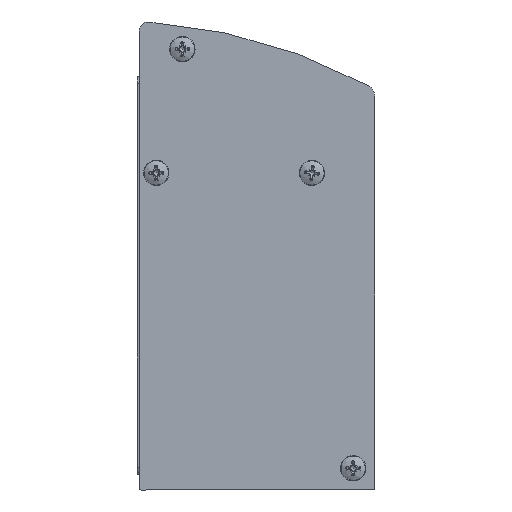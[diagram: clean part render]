
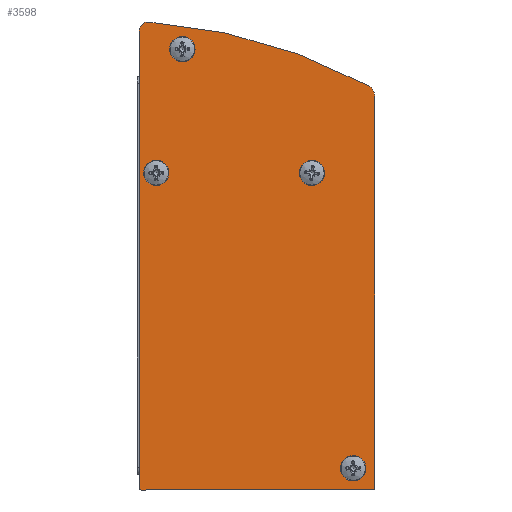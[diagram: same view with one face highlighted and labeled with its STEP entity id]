
A CAD part, left-side view. The second image highlights one B-rep face of the part: STEP entity #3598.
In plain terms, the highlighted face is planar.
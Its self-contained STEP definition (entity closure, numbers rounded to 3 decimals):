
#226=FACE_BOUND('',#567,.T.);
#227=FACE_BOUND('',#568,.T.);
#228=FACE_BOUND('',#569,.T.);
#229=FACE_BOUND('',#570,.T.);
#258=PLANE('',#3970);
#361=FACE_OUTER_BOUND('',#566,.T.);
#566=EDGE_LOOP('',(#2507,#2508,#2509,#2510,#2511,#2512,#2513,#2514));
#567=EDGE_LOOP('',(#2515,#2516,#2517,#2518));
#568=EDGE_LOOP('',(#2519,#2520,#2521,#2522));
#569=EDGE_LOOP('',(#2523));
#570=EDGE_LOOP('',(#2524));
#774=LINE('',#5501,#1042);
#778=LINE('',#5512,#1046);
#782=LINE('',#5525,#1050);
#786=LINE('',#5536,#1054);
#794=LINE('',#5573,#1062);
#798=LINE('',#5585,#1066);
#802=LINE('',#5596,#1070);
#1042=VECTOR('',#4372,10.);
#1046=VECTOR('',#4384,10.);
#1050=VECTOR('',#4396,10.);
#1054=VECTOR('',#4408,10.);
#1062=VECTOR('',#4448,10.);
#1066=VECTOR('',#4460,10.);
#1070=VECTOR('',#4472,10.);
#1308=CIRCLE('',#3930,2.25);
#1310=CIRCLE('',#3934,2.25);
#1312=CIRCLE('',#3938,2.25);
#1314=CIRCLE('',#3942,2.25);
#1317=CIRCLE('',#3947,2.25);
#1319=CIRCLE('',#3950,2.25);
#1320=CIRCLE('',#3952,2.5);
#1322=CIRCLE('',#3955,150.);
#1324=CIRCLE('',#3958,3.5);
#1326=CIRCLE('',#3962,0.5);
#1328=CIRCLE('',#3966,0.5);
#1510=VERTEX_POINT('',#5491);
#1511=VERTEX_POINT('',#5492);
#1514=VERTEX_POINT('',#5500);
#1516=VERTEX_POINT('',#5506);
#1518=VERTEX_POINT('',#5515);
#1519=VERTEX_POINT('',#5516);
#1522=VERTEX_POINT('',#5524);
#1524=VERTEX_POINT('',#5530);
#1527=VERTEX_POINT('',#5541);
#1529=VERTEX_POINT('',#5547);
#1530=VERTEX_POINT('',#5551);
#1531=VERTEX_POINT('',#5552);
#1534=VERTEX_POINT('',#5560);
#1536=VERTEX_POINT('',#5566);
#1538=VERTEX_POINT('',#5572);
#1540=VERTEX_POINT('',#5578);
#1542=VERTEX_POINT('',#5584);
#1544=VERTEX_POINT('',#5590);
#1871=EDGE_CURVE('',#1510,#1511,#1308,.T.);
#1875=EDGE_CURVE('',#1511,#1514,#774,.T.);
#1878=EDGE_CURVE('',#1514,#1516,#1310,.T.);
#1881=EDGE_CURVE('',#1516,#1510,#778,.T.);
#1883=EDGE_CURVE('',#1518,#1519,#1312,.T.);
#1887=EDGE_CURVE('',#1519,#1522,#782,.T.);
#1890=EDGE_CURVE('',#1522,#1524,#1314,.T.);
#1893=EDGE_CURVE('',#1524,#1518,#786,.T.);
#1897=EDGE_CURVE('',#1527,#1527,#1317,.T.);
#1900=EDGE_CURVE('',#1529,#1529,#1319,.T.);
#1901=EDGE_CURVE('',#1530,#1531,#1320,.T.);
#1905=EDGE_CURVE('',#1531,#1534,#1322,.T.);
#1908=EDGE_CURVE('',#1534,#1536,#1324,.T.);
#1911=EDGE_CURVE('',#1536,#1538,#794,.T.);
#1914=EDGE_CURVE('',#1538,#1540,#1326,.T.);
#1917=EDGE_CURVE('',#1540,#1542,#798,.T.);
#1920=EDGE_CURVE('',#1542,#1544,#1328,.T.);
#1923=EDGE_CURVE('',#1544,#1530,#802,.T.);
#2507=ORIENTED_EDGE('',*,*,#1901,.F.);
#2508=ORIENTED_EDGE('',*,*,#1923,.F.);
#2509=ORIENTED_EDGE('',*,*,#1920,.F.);
#2510=ORIENTED_EDGE('',*,*,#1917,.F.);
#2511=ORIENTED_EDGE('',*,*,#1914,.F.);
#2512=ORIENTED_EDGE('',*,*,#1911,.F.);
#2513=ORIENTED_EDGE('',*,*,#1908,.F.);
#2514=ORIENTED_EDGE('',*,*,#1905,.F.);
#2515=ORIENTED_EDGE('',*,*,#1871,.T.);
#2516=ORIENTED_EDGE('',*,*,#1875,.T.);
#2517=ORIENTED_EDGE('',*,*,#1878,.T.);
#2518=ORIENTED_EDGE('',*,*,#1881,.T.);
#2519=ORIENTED_EDGE('',*,*,#1883,.T.);
#2520=ORIENTED_EDGE('',*,*,#1887,.T.);
#2521=ORIENTED_EDGE('',*,*,#1890,.T.);
#2522=ORIENTED_EDGE('',*,*,#1893,.T.);
#2523=ORIENTED_EDGE('',*,*,#1897,.T.);
#2524=ORIENTED_EDGE('',*,*,#1900,.T.);
#3598=ADVANCED_FACE('',(#361,#226,#227,#228,#229),#258,.T.);
#3930=AXIS2_PLACEMENT_3D('',#5493,#4364,#4365);
#3934=AXIS2_PLACEMENT_3D('',#5507,#4377,#4378);
#3938=AXIS2_PLACEMENT_3D('',#5517,#4388,#4389);
#3942=AXIS2_PLACEMENT_3D('',#5531,#4401,#4402);
#3947=AXIS2_PLACEMENT_3D('',#5543,#4415,#4416);
#3950=AXIS2_PLACEMENT_3D('',#5549,#4422,#4423);
#3952=AXIS2_PLACEMENT_3D('',#5553,#4426,#4427);
#3955=AXIS2_PLACEMENT_3D('',#5561,#4434,#4435);
#3958=AXIS2_PLACEMENT_3D('',#5567,#4441,#4442);
#3962=AXIS2_PLACEMENT_3D('',#5579,#4453,#4454);
#3966=AXIS2_PLACEMENT_3D('',#5591,#4465,#4466);
#3970=AXIS2_PLACEMENT_3D('',#5599,#4476,#4477);
#4364=DIRECTION('center_axis',(0.,-1.,0.));
#4365=DIRECTION('ref_axis',(0.,0.,1.));
#4372=DIRECTION('',(-1.,0.,0.));
#4377=DIRECTION('center_axis',(0.,-1.,0.));
#4378=DIRECTION('ref_axis',(0.,0.,-1.));
#4384=DIRECTION('',(1.,0.,0.));
#4388=DIRECTION('center_axis',(0.,-1.,0.));
#4389=DIRECTION('ref_axis',(0.,0.,1.));
#4396=DIRECTION('',(-1.,0.,0.));
#4401=DIRECTION('center_axis',(0.,-1.,0.));
#4402=DIRECTION('ref_axis',(0.,0.,-1.));
#4408=DIRECTION('',(1.,0.,0.));
#4415=DIRECTION('center_axis',(0.,-1.,0.));
#4416=DIRECTION('ref_axis',(1.,0.,0.));
#4422=DIRECTION('center_axis',(0.,-1.,0.));
#4423=DIRECTION('ref_axis',(1.,0.,0.));
#4426=DIRECTION('center_axis',(0.,-1.,0.));
#4427=DIRECTION('ref_axis',(-0.071,0.,0.998));
#4434=DIRECTION('center_axis',(0.,-1.,0.));
#4435=DIRECTION('ref_axis',(-0.474,0.,0.88));
#4441=DIRECTION('center_axis',(0.,-1.,0.));
#4442=DIRECTION('ref_axis',(-1.,0.,0.));
#4448=DIRECTION('',(0.,0.,-1.));
#4453=DIRECTION('center_axis',(0.,-1.,0.));
#4454=DIRECTION('ref_axis',(0.,0.,-1.));
#4460=DIRECTION('',(1.,0.,0.));
#4465=DIRECTION('center_axis',(0.,-1.,0.));
#4466=DIRECTION('ref_axis',(1.,0.,0.));
#4472=DIRECTION('',(0.,0.,1.));
#4476=DIRECTION('center_axis',(0.,1.,0.));
#4477=DIRECTION('ref_axis',(0.,0.,1.));
#5491=CARTESIAN_POINT('',(-3.1,1.5,9.65));
#5492=CARTESIAN_POINT('',(-3.1,1.5,14.15));
#5493=CARTESIAN_POINT('Origin',(-3.1,1.5,11.9));
#5500=CARTESIAN_POINT('',(-4.1,1.5,14.15));
#5501=CARTESIAN_POINT('',(4.7,1.5,14.15));
#5506=CARTESIAN_POINT('',(-4.1,1.5,9.65));
#5507=CARTESIAN_POINT('Origin',(-4.1,1.5,11.9));
#5512=CARTESIAN_POINT('',(4.2,1.5,9.65));
#5515=CARTESIAN_POINT('',(39.9,1.5,9.65));
#5516=CARTESIAN_POINT('',(39.9,1.5,14.15));
#5517=CARTESIAN_POINT('Origin',(39.9,1.5,11.9));
#5524=CARTESIAN_POINT('',(38.9,1.5,14.15));
#5525=CARTESIAN_POINT('',(26.2,1.5,14.15));
#5530=CARTESIAN_POINT('',(38.9,1.5,9.65));
#5531=CARTESIAN_POINT('Origin',(38.9,1.5,11.9));
#5536=CARTESIAN_POINT('',(25.7,1.5,9.65));
#5541=CARTESIAN_POINT('',(-17.75,1.5,-69.7));
#5543=CARTESIAN_POINT('Origin',(-15.5,1.5,-69.7));
#5547=CARTESIAN_POINT('',(29.45,1.5,46.1));
#5549=CARTESIAN_POINT('Origin',(31.7,1.5,46.1));
#5551=CARTESIAN_POINT('',(43.6,1.5,51.1));
#5552=CARTESIAN_POINT('',(40.924,1.5,53.594));
#5553=CARTESIAN_POINT('Origin',(41.1,1.5,51.1));
#5560=CARTESIAN_POINT('',(-19.661,1.5,36.008));
#5561=CARTESIAN_POINT('Origin',(51.511,1.5,-96.032));
#5566=CARTESIAN_POINT('',(-21.5,1.5,32.927));
#5567=CARTESIAN_POINT('Origin',(-18.,1.5,32.927));
#5572=CARTESIAN_POINT('',(-21.5,1.5,-75.2));
#5573=CARTESIAN_POINT('',(-21.5,1.5,-75.2));
#5578=CARTESIAN_POINT('',(-21.,1.5,-75.7));
#5579=CARTESIAN_POINT('Origin',(-21.,1.5,-75.2));
#5584=CARTESIAN_POINT('',(43.1,1.5,-75.7));
#5585=CARTESIAN_POINT('',(43.1,1.5,-75.7));
#5590=CARTESIAN_POINT('',(43.6,1.5,-75.2));
#5591=CARTESIAN_POINT('Origin',(43.1,1.5,-75.2));
#5596=CARTESIAN_POINT('',(43.6,1.5,51.1));
#5599=CARTESIAN_POINT('Origin',(12.5,1.5,-14.7));
